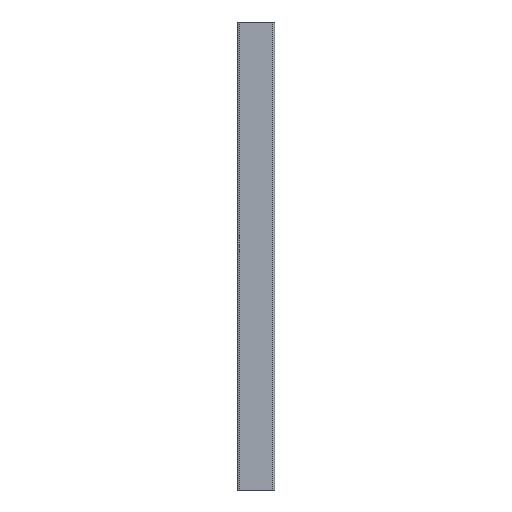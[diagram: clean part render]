
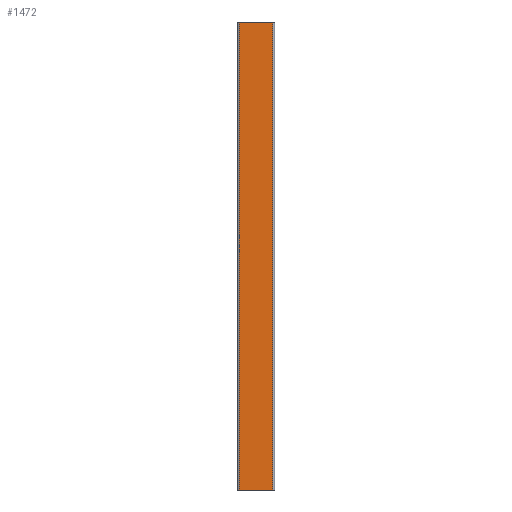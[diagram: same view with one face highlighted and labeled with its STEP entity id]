
A CAD part, front view. The second image highlights one B-rep face of the part: STEP entity #1472.
In plain terms, the highlighted planar face has unit normal (0, -1, 0).
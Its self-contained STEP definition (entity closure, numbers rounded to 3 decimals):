
#78 = PLANE ( 'NONE',  #1695 ) ;
#85 = VECTOR ( 'NONE', #1944, 1000. ) ;
#86 = EDGE_LOOP ( 'NONE', ( #1184, #837, #1489, #2666 ) ) ;
#119 = DIRECTION ( 'NONE',  ( 0., 0., 1. ) ) ;
#163 = VERTEX_POINT ( 'NONE', #1805 ) ;
#274 = CARTESIAN_POINT ( 'NONE',  ( 36., 0., 1000. ) ) ;
#286 = FACE_OUTER_BOUND ( 'NONE', #86, .T. ) ;
#305 = VECTOR ( 'NONE', #1671, 1000. ) ;
#397 = VERTEX_POINT ( 'NONE', #1480 ) ;
#452 = CARTESIAN_POINT ( 'NONE',  ( 36., 0., 0. ) ) ;
#837 = ORIENTED_EDGE ( 'NONE', *, *, #1441, .F. ) ;
#1120 = CARTESIAN_POINT ( 'NONE',  ( -36., 0., 1000. ) ) ;
#1184 = ORIENTED_EDGE ( 'NONE', *, *, #2696, .T. ) ;
#1291 = EDGE_CURVE ( 'NONE', #163, #2244, #2288, .T. ) ;
#1318 = DIRECTION ( 'NONE',  ( 1., 0., 0. ) ) ;
#1441 = EDGE_CURVE ( 'NONE', #2244, #1664, #2591, .T. ) ;
#1472 = ADVANCED_FACE ( 'NONE', ( #286 ), #78, .F. ) ;
#1480 = CARTESIAN_POINT ( 'NONE',  ( -36., 0., 0. ) ) ;
#1481 = CARTESIAN_POINT ( 'NONE',  ( -36., 0., 0. ) ) ;
#1489 = ORIENTED_EDGE ( 'NONE', *, *, #1291, .F. ) ;
#1664 = VERTEX_POINT ( 'NONE', #452 ) ;
#1671 = DIRECTION ( 'NONE',  ( 1., 0., 0. ) ) ;
#1695 = AXIS2_PLACEMENT_3D ( 'NONE', #2579, #1984, #119 ) ;
#1718 = DIRECTION ( 'NONE',  ( 0., 0., -1. ) ) ;
#1727 = EDGE_CURVE ( 'NONE', #163, #397, #2114, .T. ) ;
#1805 = CARTESIAN_POINT ( 'NONE',  ( -36., 0., 1000. ) ) ;
#1944 = DIRECTION ( 'NONE',  ( 0., 0., -1. ) ) ;
#1984 = DIRECTION ( 'NONE',  ( 0., 1., 0. ) ) ;
#2058 = CARTESIAN_POINT ( 'NONE',  ( -36., 0., 1000. ) ) ;
#2114 = LINE ( 'NONE', #1120, #2296 ) ;
#2116 = VECTOR ( 'NONE', #1318, 1000. ) ;
#2244 = VERTEX_POINT ( 'NONE', #274 ) ;
#2288 = LINE ( 'NONE', #2058, #305 ) ;
#2296 = VECTOR ( 'NONE', #1718, 1000. ) ;
#2356 = CARTESIAN_POINT ( 'NONE',  ( 36., 0., 1000. ) ) ;
#2517 = LINE ( 'NONE', #1481, #2116 ) ;
#2579 = CARTESIAN_POINT ( 'NONE',  ( -36., 0., 1000. ) ) ;
#2591 = LINE ( 'NONE', #2356, #85 ) ;
#2666 = ORIENTED_EDGE ( 'NONE', *, *, #1727, .T. ) ;
#2696 = EDGE_CURVE ( 'NONE', #397, #1664, #2517, .T. ) ;
